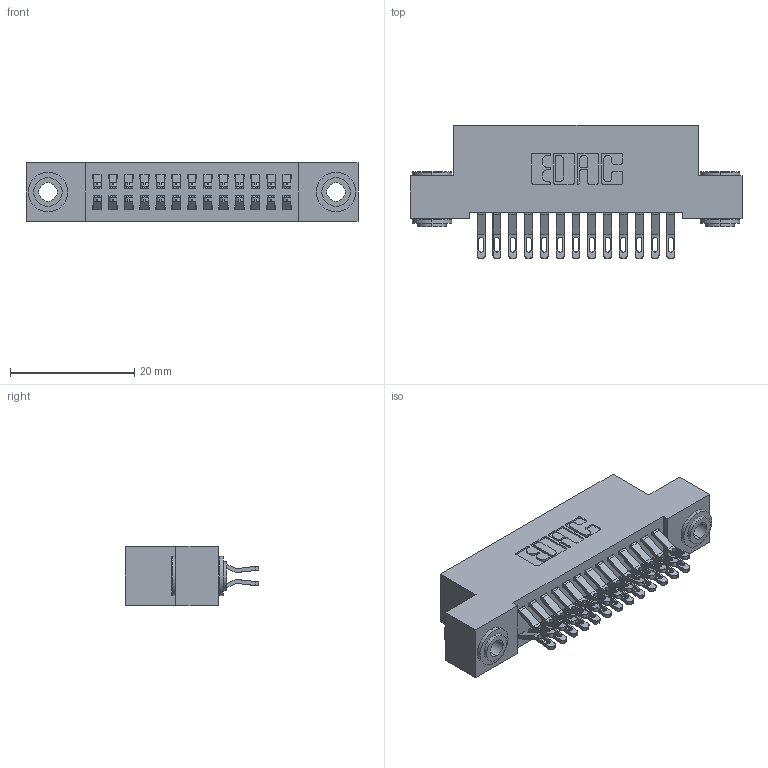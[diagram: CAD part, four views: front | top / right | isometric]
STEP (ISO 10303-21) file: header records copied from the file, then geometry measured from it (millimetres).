
FILE_DESCRIPTION (( 'STEP AP203' ), '1' );
FILE_NAME ('392-026-555-203.STEP', '2019-10-07T11:33:10', ( '' ), ( '' ), 'SwSTEP 2.0', 'SolidWorks 2016', '' );
FILE_SCHEMA (( 'CONFIG_CONTROL_DESIGN' ));
Length unit declared in the file: inch
Products named in the file (4): 392-026-555-203; 342 Part_.156 TH; 345-292-001_555 Tail; 342-250-002_345-250-002-102
Assembly tree (29 placements, depth 2):
  392-026-555-203
    342 Part_.156 TH
    345-292-001_555 Tail  x26
    342-250-002_345-250-002-102  x2
Bounding box: 53.34 x 21.47 x 9.4 mm (x, y, z)
Volume: 4750.4 mm3; surface area: 7483.5 mm2
Topology: 29 solids, 29 shells, 1656 faces, 5133 edges, 3418 vertices
Faces by surface type: plane 960, cylinder 688, cone 8
Entity records: 12958 total; most frequent: CARTESIAN_POINT 2191, ORIENTED_EDGE 2090, DIRECTION 1927, EDGE_CURVE 1045, VECTOR 873, LINE 873, VERTEX_POINT 694, AXIS2_PLACEMENT_3D 527
